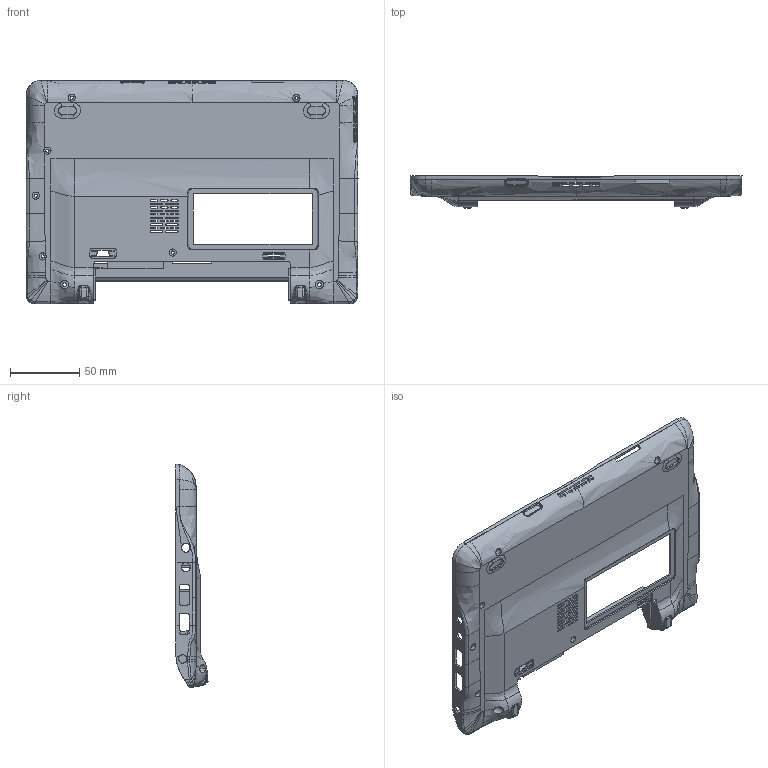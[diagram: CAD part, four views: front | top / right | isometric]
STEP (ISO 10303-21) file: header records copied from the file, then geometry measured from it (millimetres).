
FILE_DESCRIPTION((''),'2;1');
FILE_NAME('D','2009-04-07T',('robert.g.parker'),(''),'PRO/ENGINEER BY PARAMETRIC TECHNOLOGY CORPORATION, 2008090','PRO/ENGINEER BY PARAMETRIC TECHNOLOGY CORPORATION, 2008090','');
FILE_SCHEMA(('CONFIG_CONTROL_DESIGN'));
Length unit declared in the file: millimetre
Products named in the file (1): D
Bounding box: 240 x 23.14 x 161.8 mm (x, y, z)
Volume: 61041 mm3; surface area: 88916.8 mm2
Topology: 1 solids, 1 shells, 1201 faces, 3536 edges, 2345 vertices
Faces by surface type: plane 515, cylinder 399, bspline 214, extrusion 31, torus 24, cone 18
Entity records: 51160 total; most frequent: CARTESIAN_POINT 20986, ORIENTED_EDGE 7072, DIRECTION 5137, EDGE_CURVE 3536, VERTEX_POINT 2345, VECTOR 1761, LINE 1730, AXIS2_PLACEMENT_3D 1688
